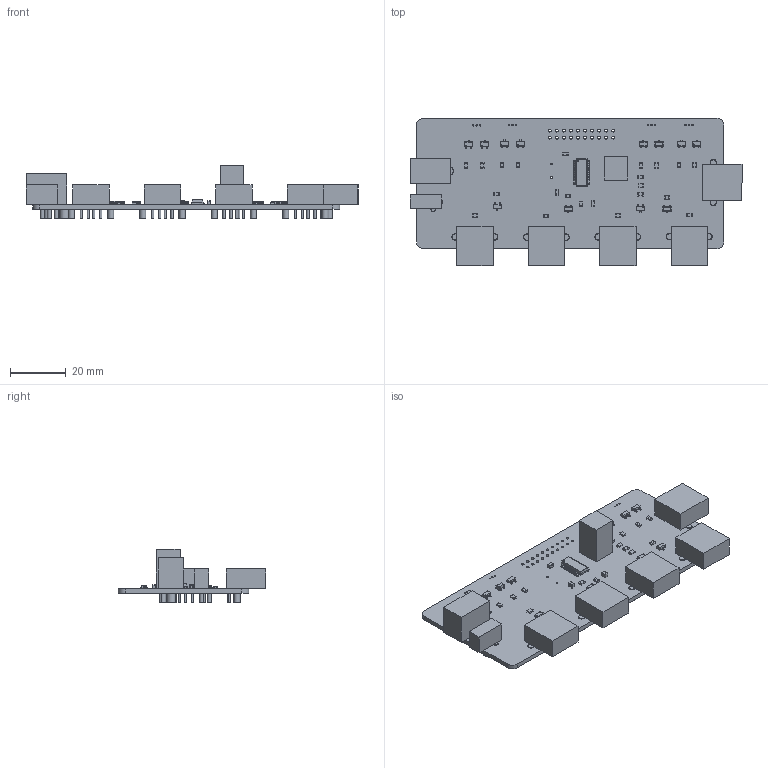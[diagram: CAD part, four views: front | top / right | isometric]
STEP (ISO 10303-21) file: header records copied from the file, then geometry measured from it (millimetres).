
FILE_DESCRIPTION(('KiCad electronic assembly'),'2;1');
FILE_NAME('main.step','2020-10-28T01:22:45',('An Author'),('A Company'), 'Open CASCADE STEP processor 6.9','KiCad to STEP converter','Unknown' );
FILE_SCHEMA(('AUTOMOTIVE_DESIGN { 1 0 10303 214 1 1 1 1 }'));
Length unit declared in the file: millimetre
Products named in the file (18): Open CASCADE STEP translator 6.9 1; TL2201EEYA; COMPOUND; RK73H2ATTD2701F; AO3414; USB-A1HSW6; PJ-031DH; PJ-037A; FE1.1S; GRM21BC81D106KE51L
Assembly tree (52 placements, depth 3):
  Open CASCADE STEP translator 6.9 1
    TL2201EEYA
      COMPOUND
    RK73H2ATTD2701F  x19
      COMPOUND
    AO3414  x12
      COMPOUND
    USB-A1HSW6  x5
      COMPOUND
    PJ-031DH
      COMPOUND
    PJ-037A
      COMPOUND
    FE1.1S
      COMPOUND
    GRM21BC81D106KE51L  x3
      COMPOUND
    COMPOUND
Bounding box: 119.36 x 53.1 x 19.1 mm (x, y, z)
Volume: 19348.5 mm3; surface area: 22376.2 mm2
Topology: 381 solids, 381 shells, 2444 faces, 4751 edges, 3058 vertices
Faces by surface type: plane 1743, cylinder 677, sphere 24
Full cylindrical faces by diameter (mm): 0.2 x12, 0.487 x1, 0.5 x12, 0.6 x36, 0.63 x2, 0.8 x126, 1 x20, 1.02 x20, 1.5 x9, 1.7 x3, 2.18 x60, 2.38 x10, 2.96 x2, 3.16 x1, 3.44 x2, 3.64 x1
Entity records: 48796 total; most frequent: CARTESIAN_POINT 8415, DIRECTION 7672, LINE 4227, VECTOR 4227, ORIENTED_EDGE 3602, PCURVE 3602, DEFINITIONAL_REPRESENTATION 3602, EDGE_CURVE 1801
